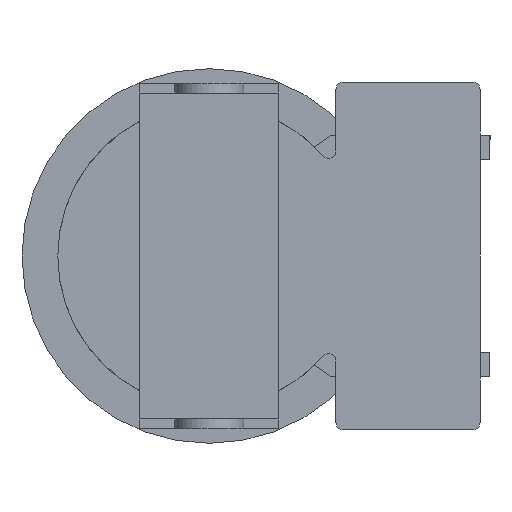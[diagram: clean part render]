
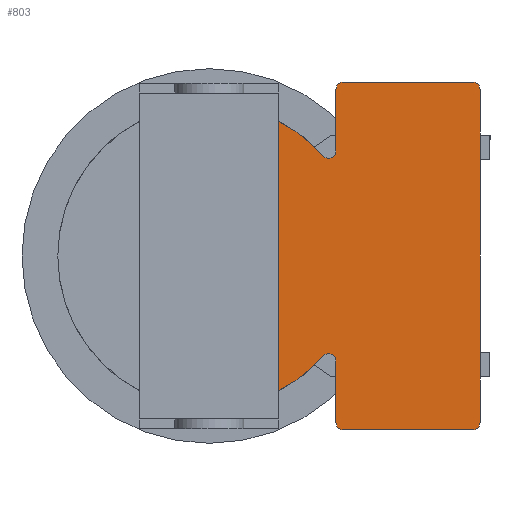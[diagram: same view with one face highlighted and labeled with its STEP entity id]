
A CAD part, front view. The second image highlights one B-rep face of the part: STEP entity #803.
In plain terms, the highlighted planar face has unit normal (0, -1, 0).
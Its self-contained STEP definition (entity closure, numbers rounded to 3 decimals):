
#4 = VERTEX_POINT ( 'NONE', #2757 ) ;
#11 = EDGE_CURVE ( 'NONE', #2929, #3007, #1841, .T. ) ;
#21 = CARTESIAN_POINT ( 'NONE',  ( -5.419, 0., 2.8 ) ) ;
#27 = DIRECTION ( 'NONE',  ( -1., 0., 0. ) ) ;
#30 = EDGE_CURVE ( 'NONE', #3628, #3516, #3442, .T. ) ;
#160 = VECTOR ( 'NONE', #796, 1000. ) ;
#164 = AXIS2_PLACEMENT_3D ( 'NONE', #2810, #1034, #3116 ) ;
#196 = AXIS2_PLACEMENT_3D ( 'NONE', #1295, #3393, #1594 ) ;
#202 = LINE ( 'NONE', #3838, #3820 ) ;
#277 = VERTEX_POINT ( 'NONE', #3144 ) ;
#287 = DIRECTION ( 'NONE',  ( 0., 0., -1. ) ) ;
#302 = AXIS2_PLACEMENT_3D ( 'NONE', #1917, #3664, #3364 ) ;
#310 = CARTESIAN_POINT ( 'NONE',  ( 5.419, 0., 2.8 ) ) ;
#322 = VECTOR ( 'NONE', #1255, 1000. ) ;
#375 = CARTESIAN_POINT ( 'NONE',  ( 3.87, 0., 10.9 ) ) ;
#386 = ORIENTED_EDGE ( 'NONE', *, *, #3648, .T. ) ;
#484 = ORIENTED_EDGE ( 'NONE', *, *, #1086, .T. ) ;
#486 = CARTESIAN_POINT ( 'NONE',  ( -6.7, 0., 10.9 ) ) ;
#488 = ORIENTED_EDGE ( 'NONE', *, *, #1842, .F. ) ;
#491 = VERTEX_POINT ( 'NONE', #310 ) ;
#503 = AXIS2_PLACEMENT_3D ( 'NONE', #3891, #2089, #287 ) ;
#555 = DIRECTION ( 'NONE',  ( -1., 0., 0. ) ) ;
#579 = EDGE_CURVE ( 'NONE', #2306, #3153, #2519, .T. ) ;
#589 = EDGE_CURVE ( 'NONE', #3628, #1278, #1733, .T. ) ;
#605 = EDGE_CURVE ( 'NONE', #2834, #2929, #1305, .T. ) ;
#606 = CARTESIAN_POINT ( 'NONE',  ( 6.7, 0., 5.4 ) ) ;
#697 = AXIS2_PLACEMENT_3D ( 'NONE', #2700, #913, #2990 ) ;
#718 = DIRECTION ( 'NONE',  ( 1., 0., 0. ) ) ;
#762 = CARTESIAN_POINT ( 'NONE',  ( 6.7, 0., 10.9 ) ) ;
#796 = DIRECTION ( 'NONE',  ( -1., 0., 0. ) ) ;
#803 = ADVANCED_FACE ( 'NONE', ( #3026 ), #2473, .T. ) ;
#820 = EDGE_LOOP ( 'NONE', ( #3154, #484, #2875, #3501, #3456, #3112, #3406, #1014, #2203, #1712, #3015, #2996, #3446, #1152, #3019, #488, #386, #1203 ) ) ;
#880 = CARTESIAN_POINT ( 'NONE',  ( 7., 0., 5.4 ) ) ;
#897 = LINE ( 'NONE', #3877, #2582 ) ;
#913 = DIRECTION ( 'NONE',  ( 0., 1., 0. ) ) ;
#935 = VECTOR ( 'NONE', #1792, 1000. ) ;
#972 = LINE ( 'NONE', #486, #160 ) ;
#1014 = ORIENTED_EDGE ( 'NONE', *, *, #589, .F. ) ;
#1022 = VERTEX_POINT ( 'NONE', #1870 ) ;
#1034 = DIRECTION ( 'NONE',  ( 0., 1., 0. ) ) ;
#1058 = VECTOR ( 'NONE', #27, 1000. ) ;
#1086 = EDGE_CURVE ( 'NONE', #1721, #2262, #2087, .T. ) ;
#1115 = VECTOR ( 'NONE', #555, 1000. ) ;
#1152 = ORIENTED_EDGE ( 'NONE', *, *, #605, .T. ) ;
#1203 = ORIENTED_EDGE ( 'NONE', *, *, #1771, .T. ) ;
#1240 = EDGE_CURVE ( 'NONE', #3153, #3023, #972, .T. ) ;
#1255 = DIRECTION ( 'NONE',  ( 0., 0., 1. ) ) ;
#1261 = CARTESIAN_POINT ( 'NONE',  ( -4.87, 0., 10.9 ) ) ;
#1278 = VERTEX_POINT ( 'NONE', #1389 ) ;
#1295 = CARTESIAN_POINT ( 'NONE',  ( 0., 0., 0. ) ) ;
#1305 = LINE ( 'NONE', #2404, #2419 ) ;
#1311 = CARTESIAN_POINT ( 'NONE',  ( -6.7, 0., 10.9 ) ) ;
#1389 = CARTESIAN_POINT ( 'NONE',  ( 6.7, 0., 5.1 ) ) ;
#1425 = VERTEX_POINT ( 'NONE', #2334 ) ;
#1429 = CARTESIAN_POINT ( 'NONE',  ( 0., 0., 0. ) ) ;
#1433 = DIRECTION ( 'NONE',  ( 1., 0., 0. ) ) ;
#1451 = CARTESIAN_POINT ( 'NONE',  ( -6.7, 0., 2.8 ) ) ;
#1459 = EDGE_CURVE ( 'NONE', #2886, #491, #2788, .T. ) ;
#1496 = AXIS2_PLACEMENT_3D ( 'NONE', #606, #1823, #2707 ) ;
#1572 = CARTESIAN_POINT ( 'NONE',  ( 7., 0., 10.6 ) ) ;
#1580 = CARTESIAN_POINT ( 'NONE',  ( -6.7, 0., 10.9 ) ) ;
#1594 = DIRECTION ( 'NONE',  ( 0., 0., -1. ) ) ;
#1617 = CARTESIAN_POINT ( 'NONE',  ( -4.233, 0., 4.8 ) ) ;
#1712 = ORIENTED_EDGE ( 'NONE', *, *, #1868, .F. ) ;
#1721 = VERTEX_POINT ( 'NONE', #2955 ) ;
#1733 = CIRCLE ( 'NONE', #1496, 0.3 ) ;
#1740 = DIRECTION ( 'NONE',  ( 0., 0., -1. ) ) ;
#1745 = CIRCLE ( 'NONE', #697, 0.3 ) ;
#1771 = EDGE_CURVE ( 'NONE', #1425, #3695, #3329, .T. ) ;
#1781 = DIRECTION ( 'NONE',  ( 0., 0., -1. ) ) ;
#1783 = DIRECTION ( 'NONE',  ( 0., -1., 0. ) ) ;
#1792 = DIRECTION ( 'NONE',  ( -1., 0., 0. ) ) ;
#1823 = DIRECTION ( 'NONE',  ( 0., 1., 0. ) ) ;
#1833 = CIRCLE ( 'NONE', #503, 0.3 ) ;
#1841 = LINE ( 'NONE', #1311, #1058 ) ;
#1842 = EDGE_CURVE ( 'NONE', #277, #3007, #1833, .T. ) ;
#1868 = EDGE_CURVE ( 'NONE', #2306, #3516, #1745, .T. ) ;
#1870 = CARTESIAN_POINT ( 'NONE',  ( 4.233, 0., 5.1 ) ) ;
#1913 = DIRECTION ( 'NONE',  ( 0., 0., -1. ) ) ;
#1917 = CARTESIAN_POINT ( 'NONE',  ( -6.7, 0., 5.4 ) ) ;
#2045 = CARTESIAN_POINT ( 'NONE',  ( -6.7, 0., 10.9 ) ) ;
#2079 = CARTESIAN_POINT ( 'NONE',  ( -3.87, 0., 10.9 ) ) ;
#2085 = CARTESIAN_POINT ( 'NONE',  ( -6.7, 0., 5.1 ) ) ;
#2087 = CIRCLE ( 'NONE', #2241, 0.3 ) ;
#2089 = DIRECTION ( 'NONE',  ( 0., 1., 0. ) ) ;
#2183 = CARTESIAN_POINT ( 'NONE',  ( -4.035, 0., 4.575 ) ) ;
#2203 = ORIENTED_EDGE ( 'NONE', *, *, #30, .T. ) ;
#2241 = AXIS2_PLACEMENT_3D ( 'NONE', #1617, #3709, #1913 ) ;
#2262 = VERTEX_POINT ( 'NONE', #2183 ) ;
#2275 = EDGE_CURVE ( 'NONE', #1022, #1278, #2752, .T. ) ;
#2306 = VERTEX_POINT ( 'NONE', #762 ) ;
#2334 = CARTESIAN_POINT ( 'NONE',  ( -7., 0., 5.4 ) ) ;
#2343 = EDGE_CURVE ( 'NONE', #2886, #2262, #3458, .T. ) ;
#2389 = DIRECTION ( 'NONE',  ( -1., 0., 0. ) ) ;
#2404 = CARTESIAN_POINT ( 'NONE',  ( -4.87, 0., 10.9 ) ) ;
#2419 = VECTOR ( 'NONE', #2389, 1000. ) ;
#2473 = PLANE ( 'NONE',  #302 ) ;
#2519 = LINE ( 'NONE', #3072, #935 ) ;
#2558 = CARTESIAN_POINT ( 'NONE',  ( 4.87, 0., 10.9 ) ) ;
#2582 = VECTOR ( 'NONE', #1781, 1000. ) ;
#2635 = CIRCLE ( 'NONE', #164, 0.3 ) ;
#2700 = CARTESIAN_POINT ( 'NONE',  ( 6.7, 0., 10.6 ) ) ;
#2707 = DIRECTION ( 'NONE',  ( 0., 0., -1. ) ) ;
#2741 = EDGE_CURVE ( 'NONE', #3695, #1721, #202, .T. ) ;
#2752 = LINE ( 'NONE', #3119, #3475 ) ;
#2757 = CARTESIAN_POINT ( 'NONE',  ( 4.035, 0., 4.575 ) ) ;
#2788 = LINE ( 'NONE', #1451, #3509 ) ;
#2790 = EDGE_CURVE ( 'NONE', #3023, #2834, #2926, .T. ) ;
#2810 = CARTESIAN_POINT ( 'NONE',  ( 4.233, 0., 4.8 ) ) ;
#2818 = CIRCLE ( 'NONE', #3054, 6.1 ) ;
#2834 = VERTEX_POINT ( 'NONE', #2079 ) ;
#2875 = ORIENTED_EDGE ( 'NONE', *, *, #2343, .F. ) ;
#2886 = VERTEX_POINT ( 'NONE', #21 ) ;
#2926 = LINE ( 'NONE', #2045, #1115 ) ;
#2929 = VERTEX_POINT ( 'NONE', #1261 ) ;
#2955 = CARTESIAN_POINT ( 'NONE',  ( -4.233, 0., 5.1 ) ) ;
#2990 = DIRECTION ( 'NONE',  ( 0., 0., -1. ) ) ;
#2996 = ORIENTED_EDGE ( 'NONE', *, *, #1240, .T. ) ;
#3007 = VERTEX_POINT ( 'NONE', #1580 ) ;
#3015 = ORIENTED_EDGE ( 'NONE', *, *, #579, .T. ) ;
#3019 = ORIENTED_EDGE ( 'NONE', *, *, #11, .T. ) ;
#3023 = VERTEX_POINT ( 'NONE', #375 ) ;
#3026 = FACE_OUTER_BOUND ( 'NONE', #820, .T. ) ;
#3054 = AXIS2_PLACEMENT_3D ( 'NONE', #1429, #3532, #1740 ) ;
#3072 = CARTESIAN_POINT ( 'NONE',  ( -6.7, 0., 10.9 ) ) ;
#3112 = ORIENTED_EDGE ( 'NONE', *, *, #3357, .T. ) ;
#3116 = DIRECTION ( 'NONE',  ( 0., 0., -1. ) ) ;
#3119 = CARTESIAN_POINT ( 'NONE',  ( 4.233, 0., 5.1 ) ) ;
#3144 = CARTESIAN_POINT ( 'NONE',  ( -7., 0., 10.6 ) ) ;
#3153 = VERTEX_POINT ( 'NONE', #2558 ) ;
#3154 = ORIENTED_EDGE ( 'NONE', *, *, #2741, .T. ) ;
#3273 = EDGE_CURVE ( 'NONE', #4, #491, #2818, .T. ) ;
#3329 = CIRCLE ( 'NONE', #3797, 0.3 ) ;
#3357 = EDGE_CURVE ( 'NONE', #4, #1022, #2635, .T. ) ;
#3364 = DIRECTION ( 'NONE',  ( 0., 0., -1. ) ) ;
#3393 = DIRECTION ( 'NONE',  ( 0., 1., 0. ) ) ;
#3406 = ORIENTED_EDGE ( 'NONE', *, *, #2275, .T. ) ;
#3442 = LINE ( 'NONE', #1572, #322 ) ;
#3446 = ORIENTED_EDGE ( 'NONE', *, *, #2790, .T. ) ;
#3456 = ORIENTED_EDGE ( 'NONE', *, *, #3273, .F. ) ;
#3458 = CIRCLE ( 'NONE', #196, 6.1 ) ;
#3475 = VECTOR ( 'NONE', #718, 1000. ) ;
#3501 = ORIENTED_EDGE ( 'NONE', *, *, #1459, .T. ) ;
#3509 = VECTOR ( 'NONE', #3849, 1000. ) ;
#3516 = VERTEX_POINT ( 'NONE', #3815 ) ;
#3532 = DIRECTION ( 'NONE',  ( 0., 1., 0. ) ) ;
#3580 = CARTESIAN_POINT ( 'NONE',  ( -6.7, 0., 5.4 ) ) ;
#3628 = VERTEX_POINT ( 'NONE', #880 ) ;
#3648 = EDGE_CURVE ( 'NONE', #277, #1425, #897, .T. ) ;
#3664 = DIRECTION ( 'NONE',  ( 0., -1., 0. ) ) ;
#3695 = VERTEX_POINT ( 'NONE', #2085 ) ;
#3709 = DIRECTION ( 'NONE',  ( 0., 1., 0. ) ) ;
#3797 = AXIS2_PLACEMENT_3D ( 'NONE', #3580, #1783, #3881 ) ;
#3815 = CARTESIAN_POINT ( 'NONE',  ( 7., 0., 10.6 ) ) ;
#3820 = VECTOR ( 'NONE', #1433, 1000. ) ;
#3838 = CARTESIAN_POINT ( 'NONE',  ( -6.7, 0., 5.1 ) ) ;
#3849 = DIRECTION ( 'NONE',  ( 1., 0., 0. ) ) ;
#3877 = CARTESIAN_POINT ( 'NONE',  ( -7., 0., 10.6 ) ) ;
#3881 = DIRECTION ( 'NONE',  ( 0., 0., -1. ) ) ;
#3891 = CARTESIAN_POINT ( 'NONE',  ( -6.7, 0., 10.6 ) ) ;
